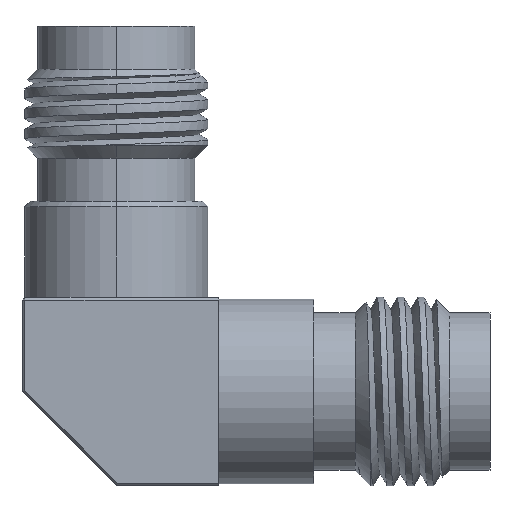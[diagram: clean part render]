
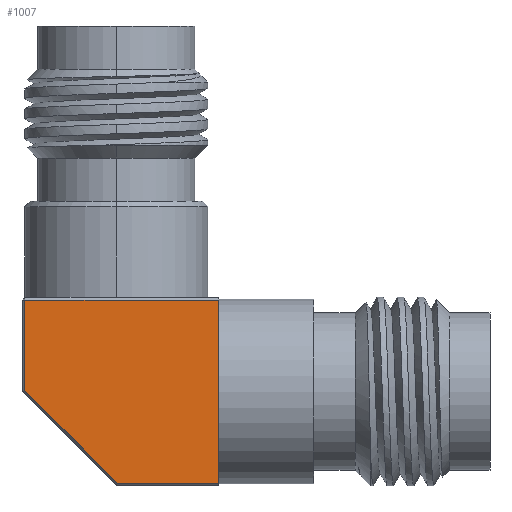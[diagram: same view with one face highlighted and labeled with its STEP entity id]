
A CAD part, left-side view. The second image highlights one B-rep face of the part: STEP entity #1007.
In plain terms, the highlighted planar face has unit normal (-1, 0, 0).
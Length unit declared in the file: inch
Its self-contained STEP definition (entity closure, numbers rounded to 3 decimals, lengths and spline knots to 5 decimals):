
#76 = DIRECTION ( 'NONE',  ( 0., -0.707, -0.707 ) ) ;
#175 = CARTESIAN_POINT ( 'NONE',  ( 0.07066, 0.14464, 0.35062 ) ) ;
#509 = ORIENTED_EDGE ( 'NONE', *, *, #1409, .T. ) ;
#736 = CARTESIAN_POINT ( 'NONE',  ( 0.07066, -0.08093, 0.34783 ) ) ;
#1007 = ADVANCED_FACE ( 'NONE', ( #2051 ), #2832, .F. ) ;
#1133 = ORIENTED_EDGE ( 'NONE', *, *, #5068, .T. ) ;
#1285 = VECTOR ( 'NONE', #3792, 39.37008 ) ;
#1409 = EDGE_CURVE ( 'NONE', #5006, #5153, #5343, .T. ) ;
#1426 = LINE ( 'NONE', #1469, #7080 ) ;
#1469 = CARTESIAN_POINT ( 'NONE',  ( 0.07066, 0.28128, 0.34783 ) ) ;
#1577 = VERTEX_POINT ( 'NONE', #7830 ) ;
#2051 = FACE_OUTER_BOUND ( 'NONE', #2870, .T. ) ;
#2063 = VERTEX_POINT ( 'NONE', #8468 ) ;
#2068 = ORIENTED_EDGE ( 'NONE', *, *, #3102, .T. ) ;
#2092 = LINE ( 'NONE', #9564, #5309 ) ;
#2832 = PLANE ( 'NONE',  #7824 ) ;
#2870 = EDGE_LOOP ( 'NONE', ( #2068, #509, #6180, #6235, #1133 ) ) ;
#3102 = EDGE_CURVE ( 'NONE', #1577, #5006, #3883, .T. ) ;
#3518 = DIRECTION ( 'NONE',  ( 1., 0., 0. ) ) ;
#3556 = DIRECTION ( 'NONE',  ( 0., 1., 0. ) ) ;
#3624 = DIRECTION ( 'NONE',  ( 0., 0., -1. ) ) ;
#3792 = DIRECTION ( 'NONE',  ( 0., -1., 0. ) ) ;
#3883 = LINE ( 'NONE', #175, #7865 ) ;
#4488 = CARTESIAN_POINT ( 'NONE',  ( 0.07066, -0.00219, 0.35177 ) ) ;
#4857 = EDGE_CURVE ( 'NONE', #6794, #5153, #6690, .T. ) ;
#5006 = VERTEX_POINT ( 'NONE', #7172 ) ;
#5068 = EDGE_CURVE ( 'NONE', #2063, #1577, #1426, .T. ) ;
#5153 = VERTEX_POINT ( 'NONE', #4488 ) ;
#5309 = VECTOR ( 'NONE', #3556, 39.37008 ) ;
#5343 = LINE ( 'NONE', #7395, #1285 ) ;
#5519 = VECTOR ( 'NONE', #3624, 39.37008 ) ;
#5646 = EDGE_CURVE ( 'NONE', #6794, #2063, #2092, .T. ) ;
#5648 = CARTESIAN_POINT ( 'NONE',  ( 0.07066, -0.00219, 0.61949 ) ) ;
#6180 = ORIENTED_EDGE ( 'NONE', *, *, #4857, .F. ) ;
#6235 = ORIENTED_EDGE ( 'NONE', *, *, #5646, .T. ) ;
#6690 = LINE ( 'NONE', #8201, #5519 ) ;
#6794 = VERTEX_POINT ( 'NONE', #5648 ) ;
#7080 = VECTOR ( 'NONE', #7464, 39.37008 ) ;
#7172 = CARTESIAN_POINT ( 'NONE',  ( 0.07066, 0.14579, 0.35177 ) ) ;
#7395 = CARTESIAN_POINT ( 'NONE',  ( 0.07066, -0.08093, 0.35177 ) ) ;
#7464 = DIRECTION ( 'NONE',  ( 0., 0., -1. ) ) ;
#7824 = AXIS2_PLACEMENT_3D ( 'NONE', #736, #3518, #8778 ) ;
#7830 = CARTESIAN_POINT ( 'NONE',  ( 0.07066, 0.28128, 0.48726 ) ) ;
#7865 = VECTOR ( 'NONE', #76, 39.37008 ) ;
#8201 = CARTESIAN_POINT ( 'NONE',  ( 0.07066, -0.00219, 0.34783 ) ) ;
#8468 = CARTESIAN_POINT ( 'NONE',  ( 0.07066, 0.28128, 0.61949 ) ) ;
#8778 = DIRECTION ( 'NONE',  ( 0., 1., 0. ) ) ;
#9564 = CARTESIAN_POINT ( 'NONE',  ( 0.07066, 0.28522, 0.61949 ) ) ;
